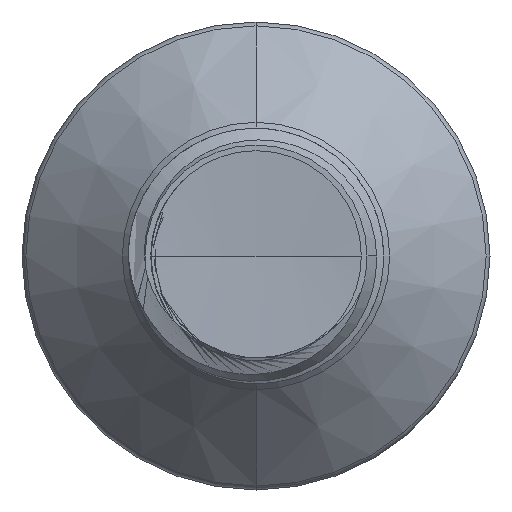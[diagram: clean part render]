
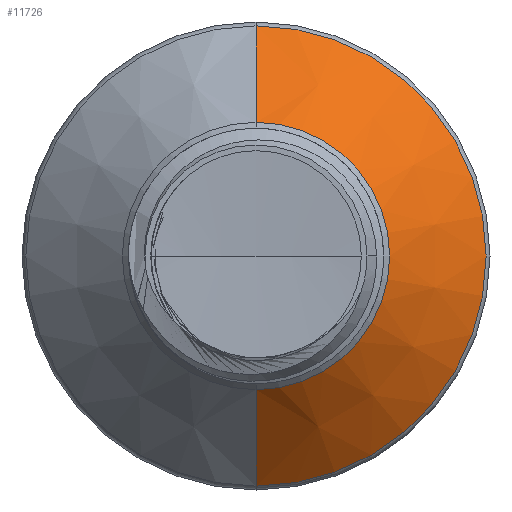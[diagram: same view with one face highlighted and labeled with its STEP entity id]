
A CAD part, front view. The second image highlights one B-rep face of the part: STEP entity #11726.
In plain terms, the highlighted conical face has half-angle 45 degrees and reference radius 1.571 mm.
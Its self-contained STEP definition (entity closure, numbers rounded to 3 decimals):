
#2021 = VERTEX_POINT ( 'NONE', #7997 ) ;
#2241 = FACE_OUTER_BOUND ( 'NONE', #29520, .T. ) ;
#2428 = ORIENTED_EDGE ( 'NONE', *, *, #17729, .F. ) ;
#3281 = EDGE_CURVE ( 'NONE', #16108, #29964, #20816, .T. ) ;
#3596 = CARTESIAN_POINT ( 'NONE',  ( 0., 14.293, 1.571 ) ) ;
#3713 = CARTESIAN_POINT ( 'NONE',  ( 0., 15.427, 0. ) ) ;
#4070 = DIRECTION ( 'NONE',  ( 0., 0.707, -0.707 ) ) ;
#4489 = CARTESIAN_POINT ( 'NONE',  ( 0., 14.293, 1.571 ) ) ;
#5276 = VECTOR ( 'NONE', #27036, 1000. ) ;
#6191 = DIRECTION ( 'NONE',  ( 0., 0., 1. ) ) ;
#6697 = DIRECTION ( 'NONE',  ( 0., 1., 0. ) ) ;
#7200 = CONICAL_SURFACE ( 'NONE', #10009, 1.571, 0.785 ) ;
#7290 = VECTOR ( 'NONE', #4070, 1000. ) ;
#7997 = CARTESIAN_POINT ( 'NONE',  ( 0., 15.427, 2.704 ) ) ;
#9012 = AXIS2_PLACEMENT_3D ( 'NONE', #3713, #20601, #6191 ) ;
#9753 = CARTESIAN_POINT ( 'NONE',  ( 0., 15.427, -2.704 ) ) ;
#10009 = AXIS2_PLACEMENT_3D ( 'NONE', #19696, #22870, #22638 ) ;
#10024 = CARTESIAN_POINT ( 'NONE',  ( 0., 14.293, -1.571 ) ) ;
#11726 = ADVANCED_FACE ( 'NONE', ( #2241 ), #7200, .T. ) ;
#12805 = ORIENTED_EDGE ( 'NONE', *, *, #3281, .T. ) ;
#12825 = ORIENTED_EDGE ( 'NONE', *, *, #23185, .F. ) ;
#14820 = CIRCLE ( 'NONE', #9012, 2.704 ) ;
#16108 = VERTEX_POINT ( 'NONE', #10024 ) ;
#16140 = AXIS2_PLACEMENT_3D ( 'NONE', #21060, #6697, #23215 ) ;
#16802 = VERTEX_POINT ( 'NONE', #4489 ) ;
#17729 = EDGE_CURVE ( 'NONE', #2021, #29964, #14820, .T. ) ;
#19021 = CARTESIAN_POINT ( 'NONE',  ( 0., 14.293, -1.571 ) ) ;
#19696 = CARTESIAN_POINT ( 'NONE',  ( 0., 14.293, 0. ) ) ;
#20601 = DIRECTION ( 'NONE',  ( 0., 1., 0. ) ) ;
#20816 = LINE ( 'NONE', #19021, #7290 ) ;
#21060 = CARTESIAN_POINT ( 'NONE',  ( 0., 14.293, 0. ) ) ;
#22601 = ORIENTED_EDGE ( 'NONE', *, *, #23551, .T. ) ;
#22638 = DIRECTION ( 'NONE',  ( 0., 0., 1. ) ) ;
#22870 = DIRECTION ( 'NONE',  ( 0., 1., 0. ) ) ;
#23185 = EDGE_CURVE ( 'NONE', #16802, #2021, #24104, .T. ) ;
#23215 = DIRECTION ( 'NONE',  ( 0., 0., 1. ) ) ;
#23551 = EDGE_CURVE ( 'NONE', #16802, #16108, #28362, .T. ) ;
#24104 = LINE ( 'NONE', #3596, #5276 ) ;
#27036 = DIRECTION ( 'NONE',  ( 0., 0.707, 0.707 ) ) ;
#28362 = CIRCLE ( 'NONE', #16140, 1.571 ) ;
#29520 = EDGE_LOOP ( 'NONE', ( #22601, #12805, #2428, #12825 ) ) ;
#29964 = VERTEX_POINT ( 'NONE', #9753 ) ;
